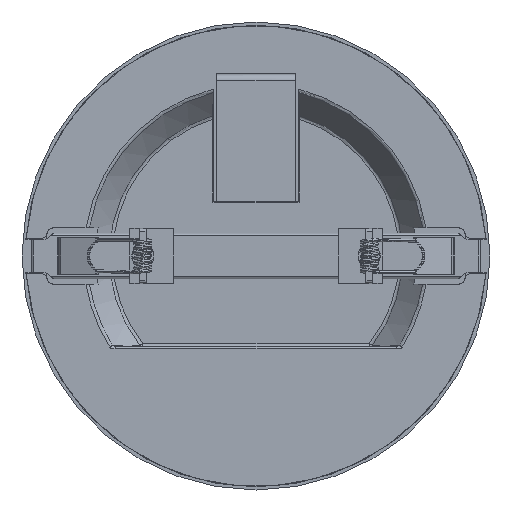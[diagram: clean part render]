
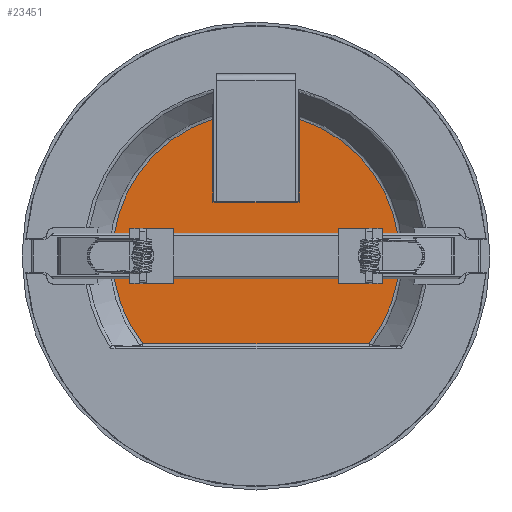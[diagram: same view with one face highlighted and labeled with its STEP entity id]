
A CAD part, front view. The second image highlights one B-rep face of the part: STEP entity #23451.
In plain terms, the highlighted face is planar.
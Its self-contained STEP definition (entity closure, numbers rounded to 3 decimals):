
#84 = LINE ( 'NONE', #16161, #14594 ) ;
#606 = VECTOR ( 'NONE', #3304, 1000. ) ;
#958 = CARTESIAN_POINT ( 'NONE',  ( -20.043, -63.472, -13.85 ) ) ;
#983 = DIRECTION ( 'NONE',  ( 0., -1., 0. ) ) ;
#1143 = LINE ( 'NONE', #1528, #15727 ) ;
#1232 = VERTEX_POINT ( 'NONE', #10853 ) ;
#1391 = CARTESIAN_POINT ( 'NONE',  ( -20.043, -25., -13.85 ) ) ;
#1528 = CARTESIAN_POINT ( 'NONE',  ( 18.25, -38.344, -13.85 ) ) ;
#1951 = AXIS2_PLACEMENT_3D ( 'NONE', #22119, #13907, #10241 ) ;
#2023 = B_SPLINE_CURVE_WITH_KNOTS ( 'NONE', 3,
 ( #5756, #2109, #19611, #21944 ),
 .UNSPECIFIED., .F., .F.,
 ( 4, 4 ),
 ( 0., 0.816 ),
 .UNSPECIFIED. ) ;
#2109 = CARTESIAN_POINT ( 'NONE',  ( -18.25, -52.046, -13.85 ) ) ;
#2337 = ORIENTED_EDGE ( 'NONE', *, *, #6693, .F. ) ;
#2508 = CIRCLE ( 'NONE', #5837, 66.561 ) ;
#2592 = ORIENTED_EDGE ( 'NONE', *, *, #13452, .F. ) ;
#2639 = EDGE_CURVE ( 'NONE', #25758, #1232, #1143, .T. ) ;
#2918 = ORIENTED_EDGE ( 'NONE', *, *, #2639, .T. ) ;
#3105 = DIRECTION ( 'NONE',  ( 0., 1., 0. ) ) ;
#3304 = DIRECTION ( 'NONE',  ( -1., 0., 0. ) ) ;
#3590 = ORIENTED_EDGE ( 'NONE', *, *, #25080, .T. ) ;
#3937 = AXIS2_PLACEMENT_3D ( 'NONE', #12258, #23189, #25392 ) ;
#3995 = B_SPLINE_CURVE_WITH_KNOTS ( 'NONE', 3,
 ( #22830, #8126, #4800, #6310 ),
 .UNSPECIFIED., .F., .F.,
 ( 4, 4 ),
 ( 0.184, 1. ),
 .UNSPECIFIED. ) ;
#4040 = VERTEX_POINT ( 'NONE', #5942 ) ;
#4052 = CARTESIAN_POINT ( 'NONE',  ( 20.043, -63.472, -13.85 ) ) ;
#4720 = EDGE_LOOP ( 'NONE', ( #3590, #11414, #22703, #2592, #10928, #18523, #24963, #8144, #2918, #20699, #2337, #9053 ) ) ;
#4800 = CARTESIAN_POINT ( 'NONE',  ( 18.25, -52.046, -13.85 ) ) ;
#5752 = EDGE_CURVE ( 'NONE', #21544, #18822, #12243, .T. ) ;
#5756 = CARTESIAN_POINT ( 'NONE',  ( -18.25, -56.6, -13.85 ) ) ;
#5837 = AXIS2_PLACEMENT_3D ( 'NONE', #8154, #10007, #23953 ) ;
#5942 = CARTESIAN_POINT ( 'NONE',  ( 52.574, 40.82, -13.85 ) ) ;
#6310 = CARTESIAN_POINT ( 'NONE',  ( 18.25, -56.6, -13.85 ) ) ;
#6693 = EDGE_CURVE ( 'NONE', #14539, #20567, #84, .T. ) ;
#6695 = CARTESIAN_POINT ( 'NONE',  ( 18.25, -56.6, -13.85 ) ) ;
#7381 = CARTESIAN_POINT ( 'NONE',  ( -18.25, -26.456, -13.85 ) ) ;
#7587 = CARTESIAN_POINT ( 'NONE',  ( 20.043, -25., -13.85 ) ) ;
#7847 = LINE ( 'NONE', #7980, #13383 ) ;
#7849 = EDGE_CURVE ( 'NONE', #4040, #14539, #2508, .T. ) ;
#7898 = CARTESIAN_POINT ( 'NONE',  ( -18.25, -25., -13.85 ) ) ;
#7980 = CARTESIAN_POINT ( 'NONE',  ( -20.043, -25., -13.85 ) ) ;
#8126 = CARTESIAN_POINT ( 'NONE',  ( 18.25, -47.491, -13.85 ) ) ;
#8144 = ORIENTED_EDGE ( 'NONE', *, *, #22844, .F. ) ;
#8154 = CARTESIAN_POINT ( 'NONE',  ( 0., 0., -13.85 ) ) ;
#8462 = CARTESIAN_POINT ( 'NONE',  ( -9., -25., -13.85 ) ) ;
#9052 = LINE ( 'NONE', #7587, #606 ) ;
#9053 = ORIENTED_EDGE ( 'NONE', *, *, #7849, .F. ) ;
#9379 = VERTEX_POINT ( 'NONE', #1391 ) ;
#9592 = VECTOR ( 'NONE', #16434, 1000. ) ;
#9828 = EDGE_CURVE ( 'NONE', #12452, #23371, #9872, .T. ) ;
#9872 = CIRCLE ( 'NONE', #1951, 66.561 ) ;
#10007 = DIRECTION ( 'NONE',  ( 0., 0., -1. ) ) ;
#10241 = DIRECTION ( 'NONE',  ( -0.301, -0.954, 0. ) ) ;
#10284 = DIRECTION ( 'NONE',  ( 0., 1., 0. ) ) ;
#10853 = CARTESIAN_POINT ( 'NONE',  ( 18.25, -25., -13.85 ) ) ;
#10928 = ORIENTED_EDGE ( 'NONE', *, *, #23474, .T. ) ;
#11414 = ORIENTED_EDGE ( 'NONE', *, *, #9828, .F. ) ;
#12243 = LINE ( 'NONE', #18244, #22080 ) ;
#12258 = CARTESIAN_POINT ( 'NONE',  ( 0., 0., -13.85 ) ) ;
#12380 = CARTESIAN_POINT ( 'NONE',  ( -52.574, 40.82, -13.85 ) ) ;
#12452 = VERTEX_POINT ( 'NONE', #958 ) ;
#12568 = CARTESIAN_POINT ( 'NONE',  ( -18.25, -42.937, -13.85 ) ) ;
#12644 = FACE_OUTER_BOUND ( 'NONE', #4720, .T. ) ;
#13383 = VECTOR ( 'NONE', #23905, 1000. ) ;
#13452 = EDGE_CURVE ( 'NONE', #24934, #9379, #20099, .T. ) ;
#13575 = CARTESIAN_POINT ( 'NONE',  ( -18.25, -56.6, -13.85 ) ) ;
#13907 = DIRECTION ( 'NONE',  ( 0., 0., -1. ) ) ;
#14178 = EDGE_CURVE ( 'NONE', #9379, #12452, #7847, .T. ) ;
#14539 = VERTEX_POINT ( 'NONE', #4052 ) ;
#14594 = VECTOR ( 'NONE', #10284, 1000. ) ;
#14632 = EDGE_CURVE ( 'NONE', #21544, #17969, #2023, .T. ) ;
#15727 = VECTOR ( 'NONE', #3105, 1000. ) ;
#16161 = CARTESIAN_POINT ( 'NONE',  ( 20.043, -63.472, -13.85 ) ) ;
#16278 = DIRECTION ( 'NONE',  ( 1., 0., 0. ) ) ;
#16434 = DIRECTION ( 'NONE',  ( -1., 0., 0. ) ) ;
#17969 = VERTEX_POINT ( 'NONE', #12568 ) ;
#18244 = CARTESIAN_POINT ( 'NONE',  ( -18.25, -56.6, -13.85 ) ) ;
#18523 = ORIENTED_EDGE ( 'NONE', *, *, #14632, .F. ) ;
#18822 = VERTEX_POINT ( 'NONE', #6695 ) ;
#19611 = CARTESIAN_POINT ( 'NONE',  ( -18.25, -47.491, -13.85 ) ) ;
#20099 = LINE ( 'NONE', #8462, #9592 ) ;
#20216 = VECTOR ( 'NONE', #983, 1000. ) ;
#20438 = DIRECTION ( 'NONE',  ( -1., 0., 0. ) ) ;
#20567 = VERTEX_POINT ( 'NONE', #22955 ) ;
#20590 = PLANE ( 'NONE',  #3937 ) ;
#20685 = LINE ( 'NONE', #22265, #23242 ) ;
#20699 = ORIENTED_EDGE ( 'NONE', *, *, #23915, .F. ) ;
#21402 = CARTESIAN_POINT ( 'NONE',  ( 18.25, -42.937, -13.85 ) ) ;
#21544 = VERTEX_POINT ( 'NONE', #13575 ) ;
#21944 = CARTESIAN_POINT ( 'NONE',  ( -18.25, -42.937, -13.85 ) ) ;
#22080 = VECTOR ( 'NONE', #16278, 1000. ) ;
#22119 = CARTESIAN_POINT ( 'NONE',  ( 0., 0., -13.85 ) ) ;
#22265 = CARTESIAN_POINT ( 'NONE',  ( 52.574, 40.82, -13.85 ) ) ;
#22703 = ORIENTED_EDGE ( 'NONE', *, *, #14178, .F. ) ;
#22830 = CARTESIAN_POINT ( 'NONE',  ( 18.25, -42.937, -13.85 ) ) ;
#22844 = EDGE_CURVE ( 'NONE', #25758, #18822, #3995, .T. ) ;
#22955 = CARTESIAN_POINT ( 'NONE',  ( 20.043, -25., -13.85 ) ) ;
#23189 = DIRECTION ( 'NONE',  ( 0., 0., -1. ) ) ;
#23242 = VECTOR ( 'NONE', #20438, 1000. ) ;
#23371 = VERTEX_POINT ( 'NONE', #12380 ) ;
#23451 = ADVANCED_FACE ( 'NONE', ( #12644 ), #20590, .F. ) ;
#23474 = EDGE_CURVE ( 'NONE', #24934, #17969, #25004, .T. ) ;
#23905 = DIRECTION ( 'NONE',  ( 0., -1., 0. ) ) ;
#23915 = EDGE_CURVE ( 'NONE', #20567, #1232, #9052, .T. ) ;
#23953 = DIRECTION ( 'NONE',  ( 0.79, 0.613, 0. ) ) ;
#24934 = VERTEX_POINT ( 'NONE', #7898 ) ;
#24963 = ORIENTED_EDGE ( 'NONE', *, *, #5752, .T. ) ;
#25004 = LINE ( 'NONE', #7381, #20216 ) ;
#25080 = EDGE_CURVE ( 'NONE', #4040, #23371, #20685, .T. ) ;
#25392 = DIRECTION ( 'NONE',  ( -1., 0., 0. ) ) ;
#25758 = VERTEX_POINT ( 'NONE', #21402 ) ;
